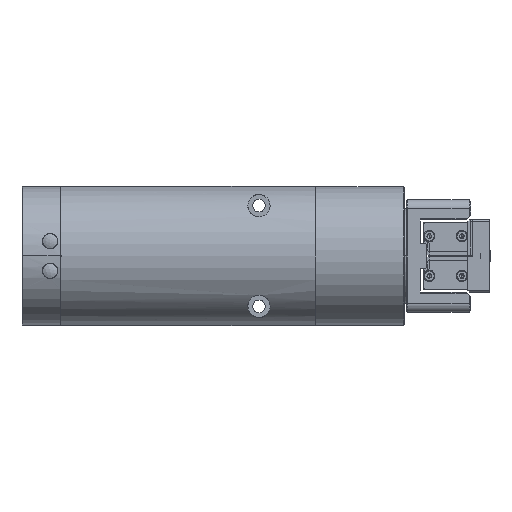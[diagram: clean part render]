
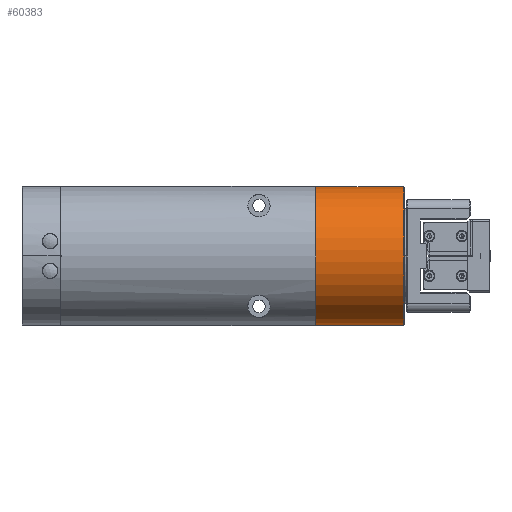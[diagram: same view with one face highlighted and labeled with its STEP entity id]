
A CAD part, left-side view. The second image highlights one B-rep face of the part: STEP entity #60383.
In plain terms, the highlighted cylindrical face has radius 23.5 mm (diameter 47 mm), a partial arc.
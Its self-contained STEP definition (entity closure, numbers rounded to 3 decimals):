
#112 = DIRECTION ( 'NONE',  ( 0., 1., 0. ) ) ;
#1586 = CARTESIAN_POINT ( 'NONE',  ( -25.573, 17.669, 98.8 ) ) ;
#2691 = DIRECTION ( 'NONE',  ( 0., 1., 0. ) ) ;
#6282 = CARTESIAN_POINT ( 'NONE',  ( -23.408, 17.669, 75.4 ) ) ;
#7873 = EDGE_CURVE ( 'NONE', #15054, #35441, #53192, .T. ) ;
#8145 = DIRECTION ( 'NONE',  ( 0., 0., -1. ) ) ;
#15054 = VERTEX_POINT ( 'NONE', #22238 ) ;
#22238 = CARTESIAN_POINT ( 'NONE',  ( -25.573, 17.569, 52. ) ) ;
#23227 = DIRECTION ( 'NONE',  ( 0., -1., 0. ) ) ;
#25705 = EDGE_CURVE ( 'NONE', #15054, #52020, #54509, .T. ) ;
#26972 = AXIS2_PLACEMENT_3D ( 'NONE', #48381, #2691, #8145 ) ;
#28330 = ORIENTED_EDGE ( 'NONE', *, *, #29715, .T. ) ;
#29715 = EDGE_CURVE ( 'NONE', #54992, #52020, #31473, .T. ) ;
#31473 = LINE ( 'NONE', #1586, #45591 ) ;
#34097 = CARTESIAN_POINT ( 'NONE',  ( -25.573, -12.131, 98.8 ) ) ;
#34838 = ORIENTED_EDGE ( 'NONE', *, *, #25705, .F. ) ;
#35441 = VERTEX_POINT ( 'NONE', #52858 ) ;
#38931 = CARTESIAN_POINT ( 'NONE',  ( -23.408, -12.131, 75.4 ) ) ;
#40563 = DIRECTION ( 'NONE',  ( 0., -1., 0. ) ) ;
#42797 = ORIENTED_EDGE ( 'NONE', *, *, #58377, .T. ) ;
#45591 = VECTOR ( 'NONE', #50621, 1000. ) ;
#48381 = CARTESIAN_POINT ( 'NONE',  ( -23.408, 17.569, 75.4 ) ) ;
#48384 = CARTESIAN_POINT ( 'NONE',  ( -25.573, 17.669, 52. ) ) ;
#49888 = CIRCLE ( 'NONE', #56043, 23.5 ) ;
#50399 = VECTOR ( 'NONE', #23227, 1000. ) ;
#50621 = DIRECTION ( 'NONE',  ( 0., 1., 0. ) ) ;
#51123 = CYLINDRICAL_SURFACE ( 'NONE', #61311, 23.5 ) ;
#52020 = VERTEX_POINT ( 'NONE', #61543 ) ;
#52858 = CARTESIAN_POINT ( 'NONE',  ( -25.573, -12.131, 52. ) ) ;
#53192 = LINE ( 'NONE', #48384, #50399 ) ;
#54069 = ORIENTED_EDGE ( 'NONE', *, *, #7873, .T. ) ;
#54228 = EDGE_LOOP ( 'NONE', ( #28330, #34838, #54069, #42797 ) ) ;
#54509 = CIRCLE ( 'NONE', #26972, 23.5 ) ;
#54992 = VERTEX_POINT ( 'NONE', #34097 ) ;
#55915 = FACE_OUTER_BOUND ( 'NONE', #54228, .T. ) ;
#56043 = AXIS2_PLACEMENT_3D ( 'NONE', #38931, #112, #62966 ) ;
#58377 = EDGE_CURVE ( 'NONE', #35441, #54992, #49888, .T. ) ;
#60383 = ADVANCED_FACE ( 'NONE', ( #55915 ), #51123, .T. ) ;
#60417 = DIRECTION ( 'NONE',  ( 0., 0., -1. ) ) ;
#61311 = AXIS2_PLACEMENT_3D ( 'NONE', #6282, #40563, #60417 ) ;
#61543 = CARTESIAN_POINT ( 'NONE',  ( -25.573, 17.569, 98.8 ) ) ;
#62966 = DIRECTION ( 'NONE',  ( 0., 0., -1. ) ) ;
